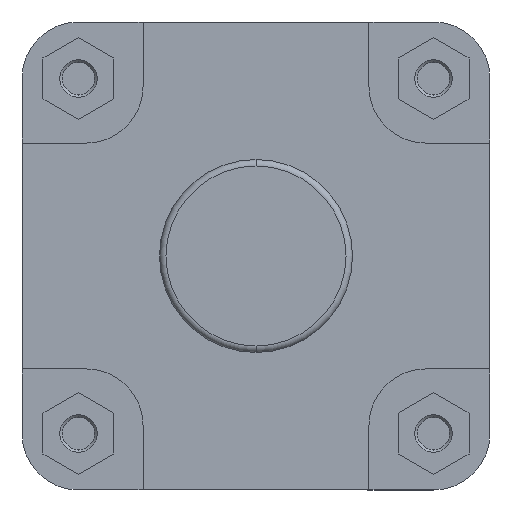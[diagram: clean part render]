
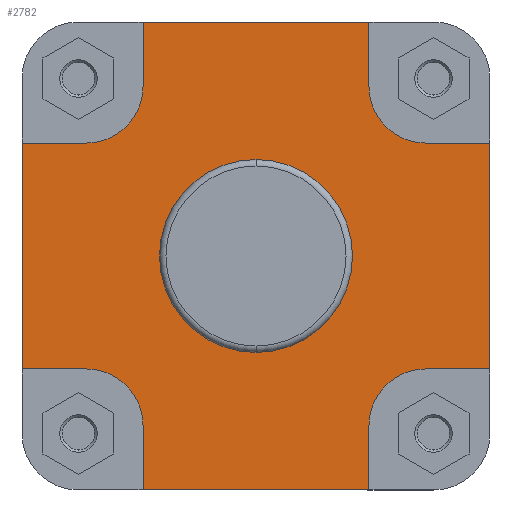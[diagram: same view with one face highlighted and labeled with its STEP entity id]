
A CAD part, left-side view. The second image highlights one B-rep face of the part: STEP entity #2782.
In plain terms, the highlighted planar face has unit normal (-1, 0, 0).
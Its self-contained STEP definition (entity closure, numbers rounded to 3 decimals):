
#481 = CIRCLE ( 'NONE', #5218, 29.9 ) ;
#564 = CIRCLE ( 'NONE', #4976, 29.9 ) ;
#577 = LINE ( 'NONE', #4205, #591 ) ;
#584 = LINE ( 'NONE', #4202, #590 ) ;
#585 = VECTOR ( 'NONE', #4203, 1000. ) ;
#586 = LINE ( 'NONE', #4207, #593 ) ;
#588 = LINE ( 'NONE', #4224, #585 ) ;
#589 = CIRCLE ( 'NONE', #5345, 17.5 ) ;
#590 = VECTOR ( 'NONE', #4206, 1000. ) ;
#591 = VECTOR ( 'NONE', #4209, 1000. ) ;
#593 = VECTOR ( 'NONE', #4211, 1000. ) ;
#594 = VECTOR ( 'NONE', #4149, 1000. ) ;
#595 = LINE ( 'NONE', #4214, #596 ) ;
#596 = VECTOR ( 'NONE', #4215, 1000. ) ;
#597 = LINE ( 'NONE', #4180, #600 ) ;
#598 = LINE ( 'NONE', #4212, #594 ) ;
#599 = CIRCLE ( 'NONE', #5083, 17.5 ) ;
#600 = VECTOR ( 'NONE', #4102, 1000. ) ;
#601 = VECTOR ( 'NONE', #4055, 1000. ) ;
#602 = LINE ( 'NONE', #3697, #603 ) ;
#603 = VECTOR ( 'NONE', #4058, 1000. ) ;
#604 = LINE ( 'NONE', #4053, #607 ) ;
#605 = LINE ( 'NONE', #4086, #601 ) ;
#606 = CIRCLE ( 'NONE', #5364, 17.5 ) ;
#607 = VECTOR ( 'NONE', #4063, 1000. ) ;
#608 = VECTOR ( 'NONE', #4048, 1000. ) ;
#609 = LINE ( 'NONE', #4060, #610 ) ;
#610 = VECTOR ( 'NONE', #4059, 1000. ) ;
#613 = LINE ( 'NONE', #4062, #608 ) ;
#614 = CIRCLE ( 'NONE', #5077, 17.5 ) ;
#665 = FACE_OUTER_BOUND ( 'NONE', #3308, .T. ) ;
#680 = FACE_BOUND ( 'NONE', #7377, .T. ) ;
#1223 = EDGE_CURVE ( 'NONE', #3618, #3635, #481, .T. ) ;
#1271 = EDGE_CURVE ( 'NONE', #3635, #3618, #564, .T. ) ;
#1287 = EDGE_CURVE ( 'NONE', #4210, #3746, #589, .T. ) ;
#1288 = EDGE_CURVE ( 'NONE', #4213, #4210, #588, .T. ) ;
#1289 = EDGE_CURVE ( 'NONE', #3660, #3633, #584, .T. ) ;
#1290 = EDGE_CURVE ( 'NONE', #3746, #3633, #577, .T. ) ;
#1291 = EDGE_CURVE ( 'NONE', #4213, #4367, #586, .T. ) ;
#1292 = EDGE_CURVE ( 'NONE', #4531, #4367, #595, .T. ) ;
#1293 = EDGE_CURVE ( 'NONE', #4699, #4531, #599, .T. ) ;
#1294 = EDGE_CURVE ( 'NONE', #4083, #4699, #598, .T. ) ;
#1295 = EDGE_CURVE ( 'NONE', #4076, #4083, #597, .T. ) ;
#1296 = EDGE_CURVE ( 'NONE', #4085, #4076, #602, .T. ) ;
#1297 = EDGE_CURVE ( 'NONE', #4082, #4085, #606, .T. ) ;
#1298 = EDGE_CURVE ( 'NONE', #3696, #4082, #605, .T. ) ;
#1299 = EDGE_CURVE ( 'NONE', #4687, #3696, #604, .T. ) ;
#1300 = EDGE_CURVE ( 'NONE', #4704, #4687, #609, .T. ) ;
#1301 = EDGE_CURVE ( 'NONE', #4080, #4704, #614, .T. ) ;
#1302 = EDGE_CURVE ( 'NONE', #3660, #4080, #613, .T. ) ;
#2782 = ADVANCED_FACE ( 'NONE', ( #680, #665 ), #3966, .F. ) ;
#3111 = ORIENTED_EDGE ( 'NONE', *, *, #1300, .F. ) ;
#3200 = ORIENTED_EDGE ( 'NONE', *, *, #1301, .F. ) ;
#3202 = ORIENTED_EDGE ( 'NONE', *, *, #1297, .F. ) ;
#3241 = ORIENTED_EDGE ( 'NONE', *, *, #1299, .F. ) ;
#3266 = ORIENTED_EDGE ( 'NONE', *, *, #1302, .F. ) ;
#3268 = ORIENTED_EDGE ( 'NONE', *, *, #1294, .F. ) ;
#3290 = ORIENTED_EDGE ( 'NONE', *, *, #1296, .F. ) ;
#3294 = ORIENTED_EDGE ( 'NONE', *, *, #1295, .F. ) ;
#3308 = EDGE_LOOP ( 'NONE', ( #5066, #5368, #5451, #4987, #5370, #5071, #5331, #3268, #3294, #3290, #3202, #3376, #3241, #3111, #3200, #3266 ) ) ;
#3376 = ORIENTED_EDGE ( 'NONE', *, *, #1298, .F. ) ;
#3618 = VERTEX_POINT ( 'NONE', #3823 ) ;
#3633 = VERTEX_POINT ( 'NONE', #3856 ) ;
#3635 = VERTEX_POINT ( 'NONE', #3858 ) ;
#3660 = VERTEX_POINT ( 'NONE', #3883 ) ;
#3696 = VERTEX_POINT ( 'NONE', #3928 ) ;
#3697 = CARTESIAN_POINT ( 'NONE',  ( 46., 35., 52.5 ) ) ;
#3746 = VERTEX_POINT ( 'NONE', #3930 ) ;
#3748 = CARTESIAN_POINT ( 'NONE',  ( 46., 35., 72.5 ) ) ;
#3756 = CARTESIAN_POINT ( 'NONE',  ( 46., 35., -52.5 ) ) ;
#3760 = CARTESIAN_POINT ( 'NONE',  ( 46., 52.5, 35. ) ) ;
#3823 = CARTESIAN_POINT ( 'NONE',  ( 46., 0., 29.9 ) ) ;
#3856 = CARTESIAN_POINT ( 'NONE',  ( 46., -35., -72.5 ) ) ;
#3858 = CARTESIAN_POINT ( 'NONE',  ( 46., 0., -29.9 ) ) ;
#3883 = CARTESIAN_POINT ( 'NONE',  ( 46., 35., -72.5 ) ) ;
#3928 = CARTESIAN_POINT ( 'NONE',  ( 46., 72.5, 35. ) ) ;
#3930 = CARTESIAN_POINT ( 'NONE',  ( 46., -35., -52.5 ) ) ;
#3946 = CARTESIAN_POINT ( 'NONE',  ( 46., -35., 72.5 ) ) ;
#3948 = CARTESIAN_POINT ( 'NONE',  ( 46., 35., 52.5 ) ) ;
#3964 = DIRECTION ( 'NONE',  ( 0., 0., -1. ) ) ;
#3965 = DIRECTION ( 'NONE',  ( 1., 0., 0. ) ) ;
#3966 = PLANE ( 'NONE',  #5202 ) ;
#3982 = CARTESIAN_POINT ( 'NONE',  ( 46., 29.9, 0. ) ) ;
#4048 = DIRECTION ( 'NONE',  ( 0., 0., 1. ) ) ;
#4051 = DIRECTION ( 'NONE',  ( 0., 0., -1. ) ) ;
#4052 = DIRECTION ( 'NONE',  ( -1., 0., 0. ) ) ;
#4053 = CARTESIAN_POINT ( 'NONE',  ( 46., 72.5, 0. ) ) ;
#4054 = DIRECTION ( 'NONE',  ( 0., 0., -1. ) ) ;
#4055 = DIRECTION ( 'NONE',  ( 0., -1., 0. ) ) ;
#4056 = CARTESIAN_POINT ( 'NONE',  ( 46., 52.5, -52.5 ) ) ;
#4057 = CARTESIAN_POINT ( 'NONE',  ( 46., 52.5, 52.5 ) ) ;
#4058 = DIRECTION ( 'NONE',  ( 0., 0., 1. ) ) ;
#4059 = DIRECTION ( 'NONE',  ( 0., 1., 0. ) ) ;
#4060 = CARTESIAN_POINT ( 'NONE',  ( 46., 52.5, -35. ) ) ;
#4061 = DIRECTION ( 'NONE',  ( -1., 0., 0. ) ) ;
#4062 = CARTESIAN_POINT ( 'NONE',  ( 46., 35., -72.5 ) ) ;
#4063 = DIRECTION ( 'NONE',  ( 0., 0., 1. ) ) ;
#4076 = VERTEX_POINT ( 'NONE', #3748 ) ;
#4080 = VERTEX_POINT ( 'NONE', #3756 ) ;
#4082 = VERTEX_POINT ( 'NONE', #3760 ) ;
#4083 = VERTEX_POINT ( 'NONE', #3946 ) ;
#4085 = VERTEX_POINT ( 'NONE', #3948 ) ;
#4086 = CARTESIAN_POINT ( 'NONE',  ( 46., 72.5, 35. ) ) ;
#4102 = DIRECTION ( 'NONE',  ( 0., -1., 0. ) ) ;
#4149 = DIRECTION ( 'NONE',  ( 0., 0., -1. ) ) ;
#4180 = CARTESIAN_POINT ( 'NONE',  ( 46., -159.641, 72.5 ) ) ;
#4200 = DIRECTION ( 'NONE',  ( -1., 0., 0. ) ) ;
#4201 = DIRECTION ( 'NONE',  ( 0., 0., -1. ) ) ;
#4202 = CARTESIAN_POINT ( 'NONE',  ( 46., -159.641, -72.5 ) ) ;
#4203 = DIRECTION ( 'NONE',  ( 0., 1., 0. ) ) ;
#4205 = CARTESIAN_POINT ( 'NONE',  ( 46., -35., -52.5 ) ) ;
#4206 = DIRECTION ( 'NONE',  ( 0., -1., 0. ) ) ;
#4207 = CARTESIAN_POINT ( 'NONE',  ( 46., -72.5, 0. ) ) ;
#4209 = DIRECTION ( 'NONE',  ( 0., 0., -1. ) ) ;
#4210 = VERTEX_POINT ( 'NONE', #4575 ) ;
#4211 = DIRECTION ( 'NONE',  ( 0., 0., 1. ) ) ;
#4212 = CARTESIAN_POINT ( 'NONE',  ( 46., -35., 72.5 ) ) ;
#4213 = VERTEX_POINT ( 'NONE', #4576 ) ;
#4214 = CARTESIAN_POINT ( 'NONE',  ( 46., -52.5, 35. ) ) ;
#4215 = DIRECTION ( 'NONE',  ( 0., -1., 0. ) ) ;
#4216 = CARTESIAN_POINT ( 'NONE',  ( 46., -52.5, 52.5 ) ) ;
#4218 = DIRECTION ( 'NONE',  ( -1., 0., 0. ) ) ;
#4219 = DIRECTION ( 'NONE',  ( 0., 0., -1. ) ) ;
#4224 = CARTESIAN_POINT ( 'NONE',  ( 46., -72.5, -35. ) ) ;
#4228 = CARTESIAN_POINT ( 'NONE',  ( 46., -52.5, -52.5 ) ) ;
#4263 = DIRECTION ( 'NONE',  ( 0., 0., 1. ) ) ;
#4264 = DIRECTION ( 'NONE',  ( -1., 0., 0. ) ) ;
#4271 = CARTESIAN_POINT ( 'NONE',  ( 46., 0., 0. ) ) ;
#4367 = VERTEX_POINT ( 'NONE', #4592 ) ;
#4375 = DIRECTION ( 'NONE',  ( 0., 0., 1. ) ) ;
#4377 = DIRECTION ( 'NONE',  ( -1., 0., 0. ) ) ;
#4388 = CARTESIAN_POINT ( 'NONE',  ( 46., 0., 0. ) ) ;
#4531 = VERTEX_POINT ( 'NONE', #4619 ) ;
#4575 = CARTESIAN_POINT ( 'NONE',  ( 46., -52.5, -35. ) ) ;
#4576 = CARTESIAN_POINT ( 'NONE',  ( 46., -72.5, -35. ) ) ;
#4592 = CARTESIAN_POINT ( 'NONE',  ( 46., -72.5, 35. ) ) ;
#4619 = CARTESIAN_POINT ( 'NONE',  ( 46., -52.5, 35. ) ) ;
#4634 = CARTESIAN_POINT ( 'NONE',  ( 46., 72.5, -35. ) ) ;
#4646 = CARTESIAN_POINT ( 'NONE',  ( 46., -35., 52.5 ) ) ;
#4651 = CARTESIAN_POINT ( 'NONE',  ( 46., 52.5, -35. ) ) ;
#4687 = VERTEX_POINT ( 'NONE', #4634 ) ;
#4699 = VERTEX_POINT ( 'NONE', #4646 ) ;
#4704 = VERTEX_POINT ( 'NONE', #4651 ) ;
#4967 = ORIENTED_EDGE ( 'NONE', *, *, #1271, .F. ) ;
#4976 = AXIS2_PLACEMENT_3D ( 'NONE', #4271, #4264, #4263 ) ;
#4987 = ORIENTED_EDGE ( 'NONE', *, *, #1288, .F. ) ;
#5066 = ORIENTED_EDGE ( 'NONE', *, *, #1289, .T. ) ;
#5071 = ORIENTED_EDGE ( 'NONE', *, *, #1292, .F. ) ;
#5077 = AXIS2_PLACEMENT_3D ( 'NONE', #4056, #4052, #4051 ) ;
#5083 = AXIS2_PLACEMENT_3D ( 'NONE', #4216, #4218, #4219 ) ;
#5155 = ORIENTED_EDGE ( 'NONE', *, *, #1223, .F. ) ;
#5202 = AXIS2_PLACEMENT_3D ( 'NONE', #3982, #3965, #3964 ) ;
#5218 = AXIS2_PLACEMENT_3D ( 'NONE', #4388, #4377, #4375 ) ;
#5331 = ORIENTED_EDGE ( 'NONE', *, *, #1293, .F. ) ;
#5345 = AXIS2_PLACEMENT_3D ( 'NONE', #4228, #4200, #4201 ) ;
#5364 = AXIS2_PLACEMENT_3D ( 'NONE', #4057, #4061, #4054 ) ;
#5368 = ORIENTED_EDGE ( 'NONE', *, *, #1290, .F. ) ;
#5370 = ORIENTED_EDGE ( 'NONE', *, *, #1291, .T. ) ;
#5451 = ORIENTED_EDGE ( 'NONE', *, *, #1287, .F. ) ;
#7377 = EDGE_LOOP ( 'NONE', ( #5155, #4967 ) ) ;
